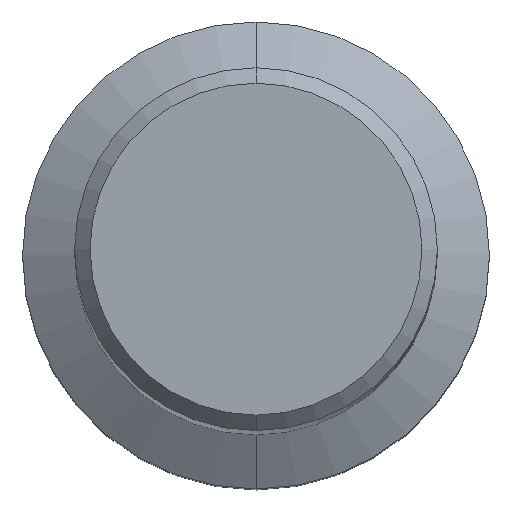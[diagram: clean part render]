
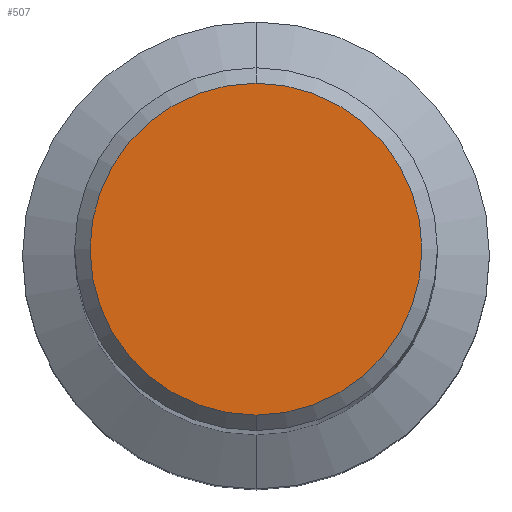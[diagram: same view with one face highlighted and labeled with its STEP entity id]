
A CAD part, top view. The second image highlights one B-rep face of the part: STEP entity #507.
In plain terms, the highlighted planar face has unit normal (0, 0, 1).
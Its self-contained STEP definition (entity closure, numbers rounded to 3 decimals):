
#367=EDGE_CURVE('',#493,#583,#764,.T.);
#493=VERTEX_POINT('',#906);
#507=ADVANCED_FACE('',(#922),#923,.T.);
#537=EDGE_CURVE('',#583,#493,#958,.T.);
#583=VERTEX_POINT('',#1011);
#764=CIRCLE('',#1333,4.264);
#906=CARTESIAN_POINT('',(0.,-4.264,0.));
#922=FACE_OUTER_BOUND('',#1639,.T.);
#923=PLANE('',#1640);
#958=CIRCLE('',#1712,4.264);
#1011=CARTESIAN_POINT('',(0.0,4.264,0.));
#1333=AXIS2_PLACEMENT_3D('',#1946,#1947,#1948);
#1639=EDGE_LOOP('',(#2152,#2153));
#1640=AXIS2_PLACEMENT_3D('',#2154,#2155,#2156);
#1712=AXIS2_PLACEMENT_3D('',#2201,#2202,#2203);
#1946=CARTESIAN_POINT('',(0.0,0.0,0.));
#1947=DIRECTION('',(0.0,0.0,-1.0));
#1948=DIRECTION('',(0.0,1.0,0.0));
#2152=ORIENTED_EDGE('',*,*,#537,.F.);
#2153=ORIENTED_EDGE('',*,*,#367,.F.);
#2154=CARTESIAN_POINT('',(0.0,2.132,0.));
#2155=DIRECTION('',(-0.0,0.0,1.0));
#2156=DIRECTION('',(0.0,-1.0,0.0));
#2201=CARTESIAN_POINT('',(0.0,0.0,0.));
#2202=DIRECTION('',(0.0,0.0,-1.0));
#2203=DIRECTION('',(0.0,1.0,0.0));
